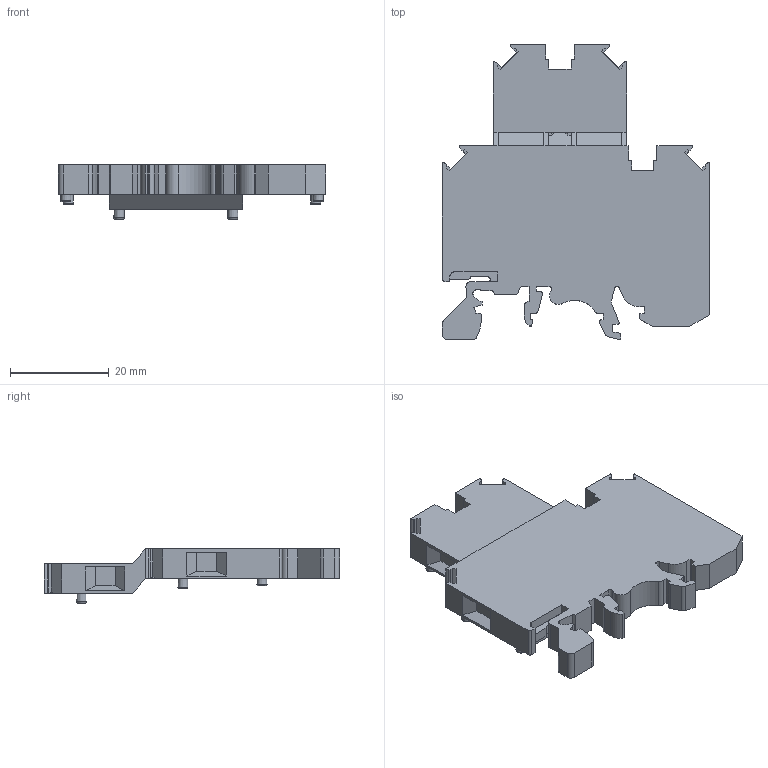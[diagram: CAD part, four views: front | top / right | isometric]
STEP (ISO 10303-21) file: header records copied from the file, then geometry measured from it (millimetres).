
FILE_DESCRIPTION(/* description */ ('Unknown'),/* implementation_level */ '2;1');
FILE_NAME(/* name */ 'KUDD4CA2_3D_SOLID',/* time_stamp */ '2025-03-25T15:54:12+05:00',/* author */ ('Unknown'),/* organization */ ('Unknown'),/* preprocessor_version */ 'ST-DEVELOPER v16.7',/* originating_system */ 'Solid Edge',/* authorisation */ 'Unknown');
FILE_SCHEMA (('AUTOMOTIVE_DESIGN {1 0 10303 214 3 1 1}'));
Length unit declared in the file: millimetre
Products named in the file (1): KUDD4CA2_3D_SOLID
Bounding box: 54 x 59.7 x 11 mm (x, y, z)
Volume: 12740.9 mm3; surface area: 7203.4 mm2
Topology: 1 solids, 1 shells, 301 faces, 832 edges, 548 vertices
Faces by surface type: plane 204, cylinder 78, torus 11, cone 8
Full cylindrical faces by diameter (mm): 4.05 x3
Entity records: 11609 total; most frequent: CARTESIAN_POINT 1948, ORIENTED_EDGE 1612, DIRECTION 1484, EDGE_CURVE 806, VERTEX_POINT 540, LINE 532, VECTOR 532, AXIS2_PLACEMENT_3D 476
